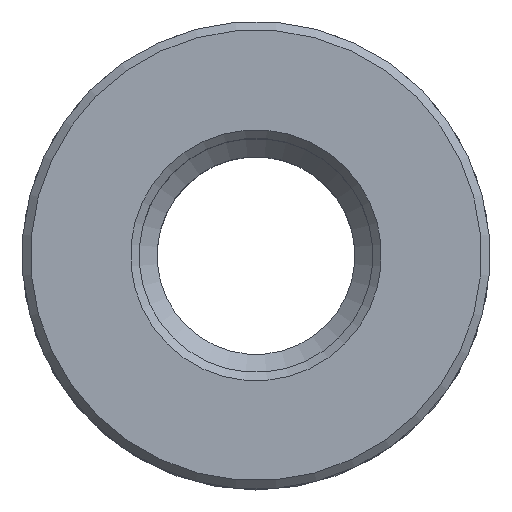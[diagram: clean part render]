
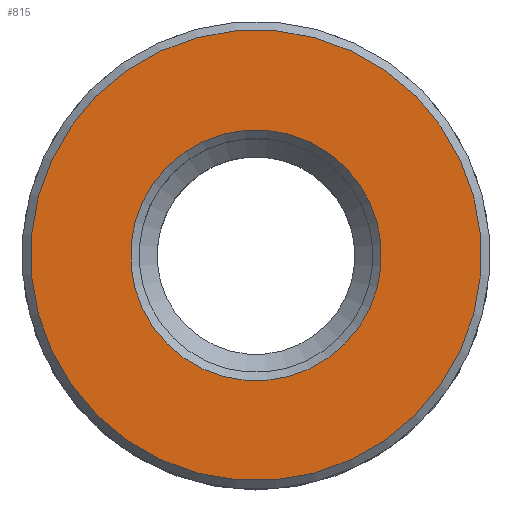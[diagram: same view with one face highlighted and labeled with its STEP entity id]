
A CAD part, top view. The second image highlights one B-rep face of the part: STEP entity #815.
In plain terms, the highlighted planar face has unit normal (0, 0, 1).
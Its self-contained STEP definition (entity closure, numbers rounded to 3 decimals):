
#17=FACE_BOUND('',#142,.T.);
#34=PLANE('',#907);
#86=FACE_OUTER_BOUND('',#141,.T.);
#141=EDGE_LOOP('',(#666));
#142=EDGE_LOOP('',(#667));
#202=CIRCLE('',#902,5.9);
#206=CIRCLE('',#908,10.6);
#394=VERTEX_POINT('',#1446);
#398=VERTEX_POINT('',#1458);
#490=EDGE_CURVE('',#394,#394,#202,.T.);
#496=EDGE_CURVE('',#398,#398,#206,.T.);
#666=ORIENTED_EDGE('',*,*,#496,.F.);
#667=ORIENTED_EDGE('',*,*,#490,.F.);
#815=ADVANCED_FACE('',(#86,#17),#34,.T.);
#902=AXIS2_PLACEMENT_3D('',#1447,#1088,#1089);
#907=AXIS2_PLACEMENT_3D('',#1457,#1100,#1101);
#908=AXIS2_PLACEMENT_3D('',#1459,#1102,#1103);
#1088=DIRECTION('center_axis',(0.,0.,1.));
#1089=DIRECTION('ref_axis',(-0.996,-0.087,0.));
#1100=DIRECTION('center_axis',(0.,0.,1.));
#1101=DIRECTION('ref_axis',(0.996,0.087,0.));
#1102=DIRECTION('center_axis',(0.,0.,-1.));
#1103=DIRECTION('ref_axis',(-0.996,-0.087,0.));
#1446=CARTESIAN_POINT('',(5.878,0.514,17.4));
#1447=CARTESIAN_POINT('Origin',(0.,0.,
17.4));
#1457=CARTESIAN_POINT('Origin',(0.,0.,17.4));
#1458=CARTESIAN_POINT('',(10.56,0.924,17.4));
#1459=CARTESIAN_POINT('Origin',(0.,0.,
17.4));
